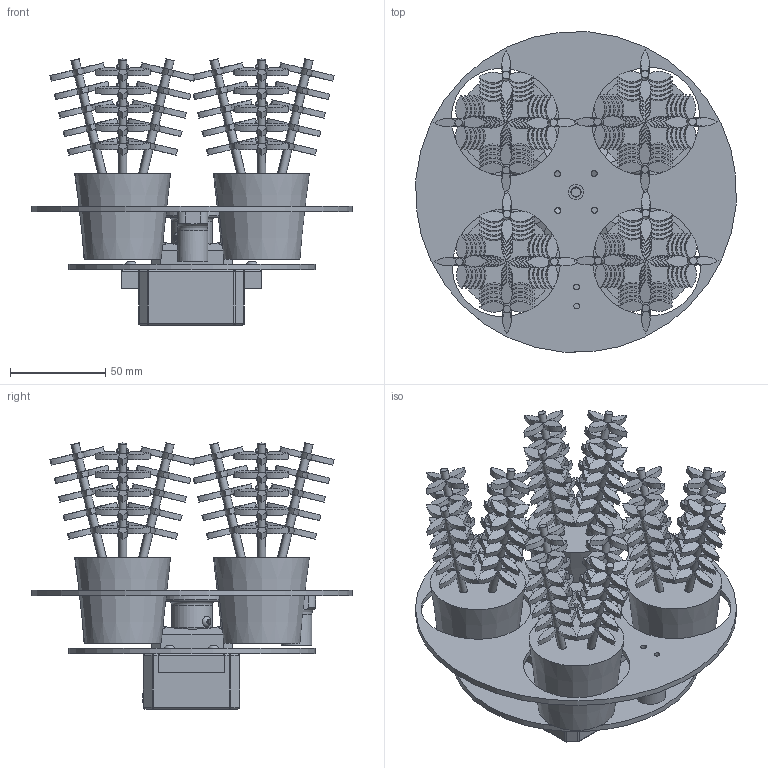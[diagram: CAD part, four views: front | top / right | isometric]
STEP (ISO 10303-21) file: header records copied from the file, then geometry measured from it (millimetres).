
FILE_DESCRIPTION(/* description */ ('STEP AP242','CAx-IF Rec.Pracs.---Representation and Presentation of Product Manufacturing Information (PMI)---4.0---2014-10-13','CAx-IF Rec.Pracs.---3D Tessellated Geometry---0.4---2014-09-14','2;1'),/* implementation_level */ '2;1');
FILE_NAME(/* name */ '6667f74981e21142c6e4a01a',/* time_stamp */ '2024-06-11T07:05:46Z',/* author */ (''),/* organization */ (''),/* preprocessor_version */ 'ST-DEVELOPER v20',/* originating_system */ ' ',/* authorisation */ ' ');
FILE_SCHEMA (('AP242_MANAGED_MODEL_BASED_3D_ENGINEERING_MIM_LF { 1 0 10303 442 1 1 4 }'));
Length unit declared in the file: metre
Products named in the file (10): Assembly barrilet 3; Socket button head screw M3x0.5 x 10; Barillet 4 plante; Part 1; support NEMA 17; plante; Part 2; spaceur 15.5; support aimant
Assembly tree (16 placements, depth 2):
  Assembly barrilet 3
    Socket button head screw M3x0.5 x 10  x5
    Barillet 4 plante
    Part 1
    support NEMA 17
    Part 1
    plante  x4
    Part 2
    spaceur 15.5
    support aimant
Bounding box: 168.44 x 168.44 x 139.96 mm (x, y, z)
Volume: 529890.7 mm3; surface area: 196200.6 mm2
Topology: 16 solids, 16 shells, 1837 faces, 4434 edges, 2851 vertices
Faces by surface type: plane 912, bspline 640, cylinder 213, torus 28, sphere 25, cone 19
Full cylindrical faces by diameter (mm): 2 x4, 3 x27, 3.05 x4, 3.2 x4, 4 x16, 4.1 x2, 4.15 x4, 4.2 x2, 5 x1, 5.3 x1, 8 x2, 9 x1, 10 x1, 10.5 x1, 16 x1, 21.3 x1, 22 x1, 30 x4, 33 x1, 33.3 x1, 130 x1, 169 x1
Entity records: 22490 total; most frequent: CARTESIAN_POINT 7119, ORIENTED_EDGE 2954, DIRECTION 2681, EDGE_CURVE 1477, AXIS2_PLACEMENT_3D 1034, VERTEX_POINT 986, FACE_BOUND 947, EDGE_LOOP 946
